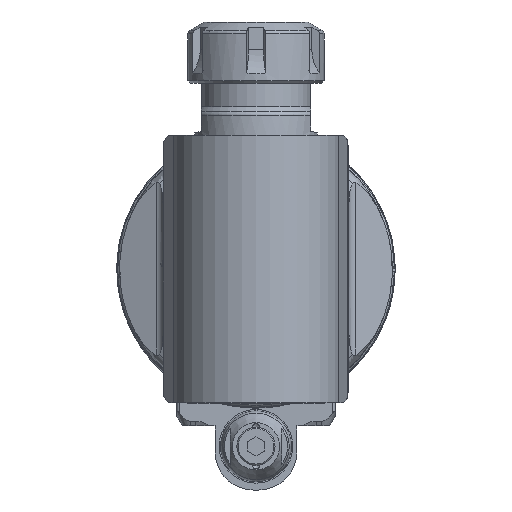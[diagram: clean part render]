
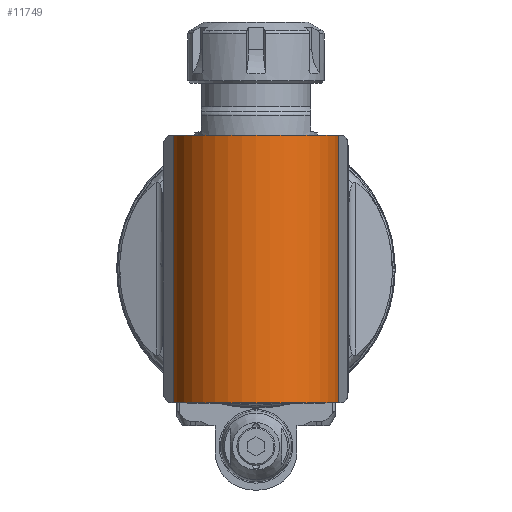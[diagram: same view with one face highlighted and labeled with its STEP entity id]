
A CAD part, front view. The second image highlights one B-rep face of the part: STEP entity #11749.
In plain terms, the highlighted cylindrical face has radius 31 mm (diameter 62 mm), a partial arc.
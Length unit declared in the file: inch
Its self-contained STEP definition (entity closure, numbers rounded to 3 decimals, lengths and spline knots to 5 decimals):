
#1054=LINE('',#21501,#1906);
#1057=LINE('',#21569,#1909);
#1906=VECTOR('',#15465,3.85827);
#1909=VECTOR('',#15484,3.85827);
#2370=CYLINDRICAL_SURFACE('',#12891,1.22047);
#3230=FACE_OUTER_BOUND('',#3932,.T.);
#3932=EDGE_LOOP('',(#9896,#9897,#9898,#9899));
#4586=CIRCLE('',#12889,1.22047);
#4588=CIRCLE('',#12892,1.22047);
#5435=VERTEX_POINT('',#21498);
#5436=VERTEX_POINT('',#21500);
#5441=VERTEX_POINT('',#21526);
#5452=VERTEX_POINT('',#21568);
#7040=EDGE_CURVE('',#5436,#5435,#1054,.T.);
#7048=EDGE_CURVE('',#5436,#5441,#4586,.T.);
#7060=EDGE_CURVE('',#5452,#5441,#1057,.T.);
#7061=EDGE_CURVE('',#5452,#5435,#4588,.T.);
#9896=ORIENTED_EDGE('',*,*,#7060,.T.);
#9897=ORIENTED_EDGE('',*,*,#7048,.F.);
#9898=ORIENTED_EDGE('',*,*,#7040,.T.);
#9899=ORIENTED_EDGE('',*,*,#7061,.F.);
#11749=ADVANCED_FACE('',(#3230),#2370,.T.);
#12889=AXIS2_PLACEMENT_3D('',#21527,#15477,#15478);
#12891=AXIS2_PLACEMENT_3D('',#21567,#15482,#15483);
#12892=AXIS2_PLACEMENT_3D('',#21570,#15485,#15486);
#15465=DIRECTION('',(0.,1.,0.));
#15477=DIRECTION('center_axis',(0.,-1.,0.));
#15478=DIRECTION('ref_axis',(0.208,0.,-0.978));
#15482=DIRECTION('center_axis',(0.,1.,0.));
#15483=DIRECTION('ref_axis',(1.,0.,0.));
#15484=DIRECTION('',(0.,-1.,0.));
#15485=DIRECTION('center_axis',(0.,1.,0.));
#15486=DIRECTION('ref_axis',(0.208,0.,0.978));
#21498=CARTESIAN_POINT('',(11.20112,1.92913,-1.1938));
#21500=CARTESIAN_POINT('',(11.20112,-1.92913,-1.1938));
#21501=CARTESIAN_POINT('',(11.20112,-1.92913,-1.1938));
#21526=CARTESIAN_POINT('',(11.20112,-1.92913,1.1938));
#21527=CARTESIAN_POINT('Origin',(10.94737,-1.92913,0.));
#21567=CARTESIAN_POINT('Origin',(10.94737,1.92913,0.));
#21568=CARTESIAN_POINT('',(11.20112,1.92913,1.1938));
#21569=CARTESIAN_POINT('',(11.20112,1.92913,1.1938));
#21570=CARTESIAN_POINT('Origin',(10.94737,1.92913,0.));
